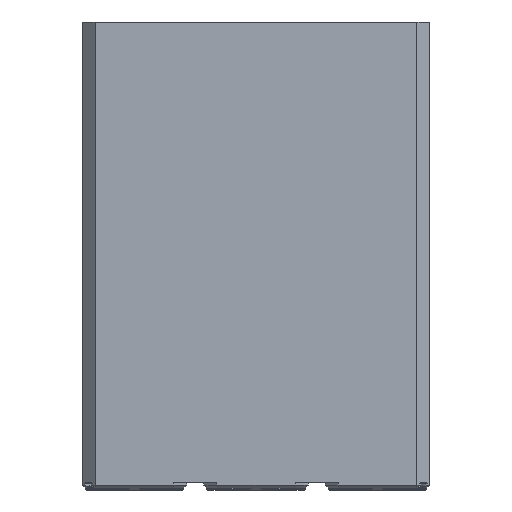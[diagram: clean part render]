
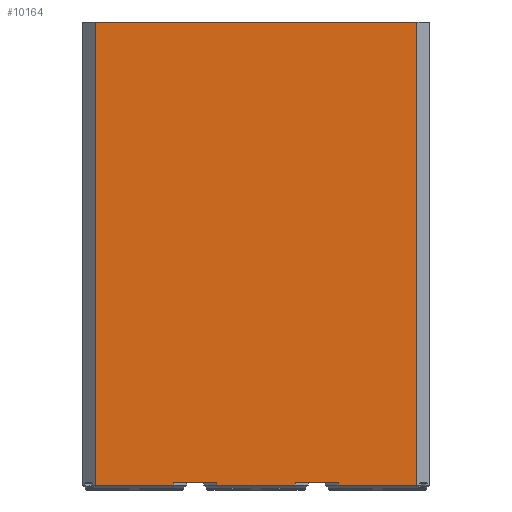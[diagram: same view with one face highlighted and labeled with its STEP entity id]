
A CAD part, front view. The second image highlights one B-rep face of the part: STEP entity #10164.
In plain terms, the highlighted planar face has unit normal (0, -1, 0).
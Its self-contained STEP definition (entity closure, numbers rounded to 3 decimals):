
#546=FACE_OUTER_BOUND('',#1106,.T.);
#1106=EDGE_LOOP('',(#8923,#8924,#8925,#8926,#8927,#8928,#8929,#8930,#8931,
#8932,#8933,#8934));
#1376=LINE('',#13761,#2792);
#1449=LINE('',#13906,#2865);
#2296=LINE('',#15609,#3712);
#2307=LINE('',#15631,#3723);
#2318=LINE('',#15652,#3734);
#2469=LINE('',#15949,#3885);
#2487=LINE('',#15983,#3903);
#2514=LINE('',#16036,#3930);
#2516=LINE('',#16040,#3932);
#2522=LINE('',#16053,#3938);
#2523=LINE('',#16054,#3939);
#2524=LINE('',#16055,#3940);
#2792=VECTOR('',#11153,10.);
#2865=VECTOR('',#11286,10.);
#3712=VECTOR('',#12703,10.);
#3723=VECTOR('',#12724,10.);
#3734=VECTOR('',#12745,10.);
#3885=VECTOR('',#13076,10.);
#3903=VECTOR('',#13106,10.);
#3930=VECTOR('',#13171,10.);
#3932=VECTOR('',#13175,10.);
#3938=VECTOR('',#13187,10.);
#3939=VECTOR('',#13188,10.);
#3940=VECTOR('',#13189,10.);
#4115=VERTEX_POINT('',#13714);
#4131=VERTEX_POINT('',#13758);
#4132=VERTEX_POINT('',#13760);
#4174=VERTEX_POINT('',#13905);
#4745=VERTEX_POINT('',#15608);
#4750=VERTEX_POINT('',#15628);
#4751=VERTEX_POINT('',#15630);
#4756=VERTEX_POINT('',#15650);
#4812=VERTEX_POINT('',#15947);
#4822=VERTEX_POINT('',#15982);
#4830=VERTEX_POINT('',#16038);
#4834=VERTEX_POINT('',#16052);
#5080=EDGE_CURVE('',#4132,#4131,#1376,.T.);
#5153=EDGE_CURVE('',#4132,#4174,#1449,.T.);
#6000=EDGE_CURVE('',#4115,#4745,#2296,.T.);
#6011=EDGE_CURVE('',#4750,#4751,#2307,.T.);
#6022=EDGE_CURVE('',#4756,#4131,#2318,.T.);
#6173=EDGE_CURVE('',#4745,#4812,#2469,.T.);
#6191=EDGE_CURVE('',#4822,#4812,#2487,.T.);
#6218=EDGE_CURVE('',#4750,#4822,#2514,.T.);
#6220=EDGE_CURVE('',#4751,#4830,#2516,.T.);
#6226=EDGE_CURVE('',#4756,#4834,#2522,.T.);
#6227=EDGE_CURVE('',#4834,#4830,#2523,.T.);
#6228=EDGE_CURVE('',#4174,#4115,#2524,.T.);
#8923=ORIENTED_EDGE('',*,*,#5080,.T.);
#8924=ORIENTED_EDGE('',*,*,#6022,.F.);
#8925=ORIENTED_EDGE('',*,*,#6226,.T.);
#8926=ORIENTED_EDGE('',*,*,#6227,.T.);
#8927=ORIENTED_EDGE('',*,*,#6220,.F.);
#8928=ORIENTED_EDGE('',*,*,#6011,.F.);
#8929=ORIENTED_EDGE('',*,*,#6218,.T.);
#8930=ORIENTED_EDGE('',*,*,#6191,.T.);
#8931=ORIENTED_EDGE('',*,*,#6173,.F.);
#8932=ORIENTED_EDGE('',*,*,#6000,.F.);
#8933=ORIENTED_EDGE('',*,*,#6228,.F.);
#8934=ORIENTED_EDGE('',*,*,#5153,.F.);
#9611=PLANE('',#10719);
#10164=ADVANCED_FACE('',(#546),#9611,.T.);
#10719=AXIS2_PLACEMENT_3D('',#16051,#13185,#13186);
#11153=DIRECTION('',(0.,0.,-1.));
#11286=DIRECTION('',(1.,0.,0.));
#12703=DIRECTION('',(-1.,0.,0.));
#12724=DIRECTION('',(-1.,0.,0.));
#12745=DIRECTION('',(-1.,0.,0.));
#13076=DIRECTION('',(0.,0.,1.));
#13106=DIRECTION('',(1.,0.,0.));
#13171=DIRECTION('',(0.,0.,1.));
#13175=DIRECTION('',(0.,0.,1.));
#13185=DIRECTION('center_axis',(0.,-1.,0.));
#13186=DIRECTION('ref_axis',(1.,0.,0.));
#13187=DIRECTION('',(0.,0.,1.));
#13188=DIRECTION('',(1.,0.,0.));
#13189=DIRECTION('',(0.,0.,-1.));
#13714=CARTESIAN_POINT('',(116.228,-21.5,2.));
#13758=CARTESIAN_POINT('',(-16.228,-21.5,2.));
#13760=CARTESIAN_POINT('',(-16.228,-21.5,192.6));
#13761=CARTESIAN_POINT('',(-16.228,-21.5,4.2));
#13905=CARTESIAN_POINT('',(116.228,-21.5,192.6));
#13906=CARTESIAN_POINT('',(116.228,-21.5,192.6));
#15608=CARTESIAN_POINT('',(83.772,-21.5,2.));
#15609=CARTESIAN_POINT('',(116.228,-21.5,2.));
#15628=CARTESIAN_POINT('',(66.228,-21.5,2.));
#15630=CARTESIAN_POINT('',(33.772,-21.5,2.));
#15631=CARTESIAN_POINT('',(66.228,-21.5,2.));
#15650=CARTESIAN_POINT('',(16.228,-21.5,2.));
#15652=CARTESIAN_POINT('',(16.228,-21.5,2.));
#15947=CARTESIAN_POINT('',(83.772,-21.5,3.2));
#15949=CARTESIAN_POINT('',(83.772,-21.5,2.));
#15982=CARTESIAN_POINT('',(66.228,-21.5,3.2));
#15983=CARTESIAN_POINT('',(0.,-21.5,3.2));
#16036=CARTESIAN_POINT('',(66.228,-21.5,2.));
#16038=CARTESIAN_POINT('',(33.772,-21.5,3.2));
#16040=CARTESIAN_POINT('',(33.772,-21.5,2.));
#16051=CARTESIAN_POINT('Origin',(-16.228,-21.5,4.2));
#16052=CARTESIAN_POINT('',(16.228,-21.5,3.2));
#16053=CARTESIAN_POINT('',(16.228,-21.5,2.));
#16054=CARTESIAN_POINT('',(0.,-21.5,3.2));
#16055=CARTESIAN_POINT('',(116.228,-21.5,4.2));
